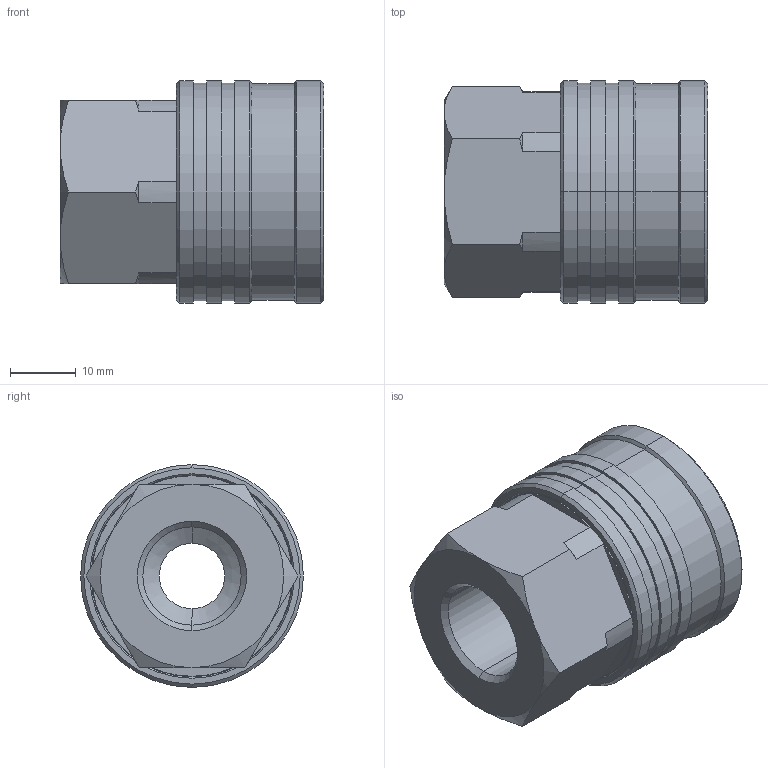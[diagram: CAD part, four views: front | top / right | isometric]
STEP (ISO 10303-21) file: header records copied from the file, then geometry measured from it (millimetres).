
FILE_DESCRIPTION (( 'STEP AP214' ), '1' );
FILE_NAME ('3810 H2.STEP', '2015-09-03T13:48:51', ( 'admin' ), ( 'Microsoft' ), 'SwSTEP 2.0', 'SolidWorks 2009', '' );
FILE_SCHEMA (( 'AUTOMOTIVE_DESIGN' ));
Length unit declared in the file: millimetre
Products named in the file (1): 3810 H2
Bounding box: 40.25 x 34 x 34 mm (x, y, z)
Volume: 20560.3 mm3; surface area: 9129.7 mm2
Topology: 1 solids, 1 shells, 110 faces, 238 edges, 142 vertices
Faces by surface type: cone 40, cylinder 32, plane 26, torus 12
Entity records: 3233 total; most frequent: CARTESIAN_POINT 599, DIRECTION 566, ORIENTED_EDGE 476, AXIS2_PLACEMENT_3D 241, EDGE_CURVE 238, VERTEX_POINT 142, CIRCLE 130, EDGE_LOOP 124
